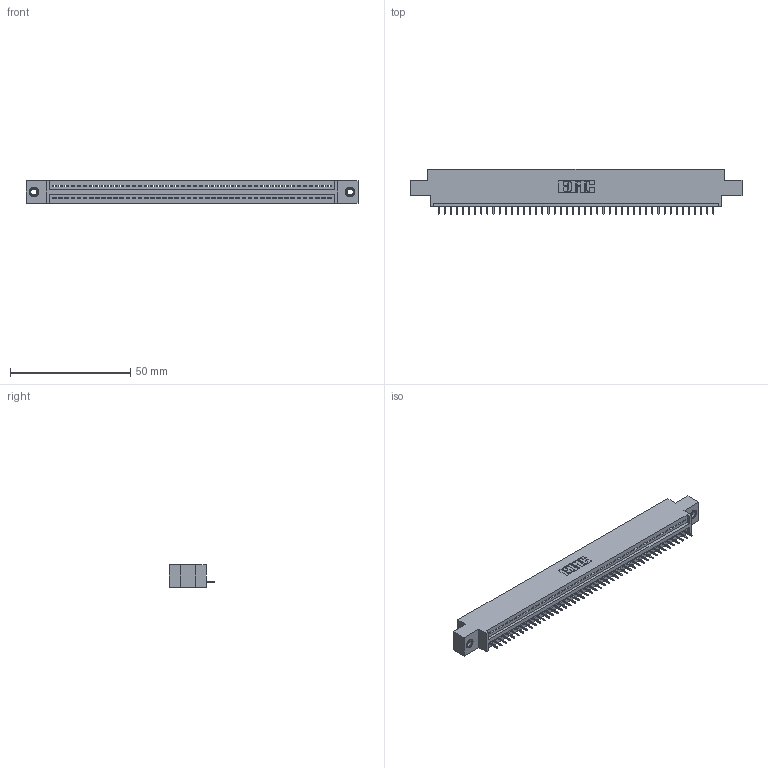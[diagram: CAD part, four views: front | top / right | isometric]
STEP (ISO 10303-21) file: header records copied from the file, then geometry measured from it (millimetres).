
FILE_DESCRIPTION (( 'STEP AP203' ), '1' );
FILE_NAME ('395-046-525-607.STEP', '2020-09-24T07:04:24', ( '' ), ( '' ), 'SwSTEP 2.0', 'SolidWorks 2020', '' );
FILE_SCHEMA (( 'CONFIG_CONTROL_DESIGN' ));
Length unit declared in the file: inch
Products named in the file (4): 345 Part_0.170 Offset - 0.156 Dia-TI; 395-046-525-607; 345-292-001_345-293-125; 345-250-001_345-250-005-103
Assembly tree (49 placements, depth 2):
  395-046-525-607
    345 Part_0.170 Offset - 0.156 Dia-TI
    345-292-001_345-293-125  x46
    345-250-001_345-250-005-103  x2
Bounding box: 138.05 x 18.72 x 9.4 mm (x, y, z)
Volume: 12830.1 mm3; surface area: 16637.2 mm2
Topology: 49 solids, 49 shells, 3042 faces, 8769 edges, 5654 vertices
Faces by surface type: plane 2232, cylinder 794, cone 12, torus 4
Entity records: 35474 total; most frequent: CARTESIAN_POINT 6125, ORIENTED_EDGE 6098, DIRECTION 5371, EDGE_CURVE 3049, VECTOR 2717, LINE 2717, VERTEX_POINT 2024, AXIS2_PLACEMENT_3D 1327
